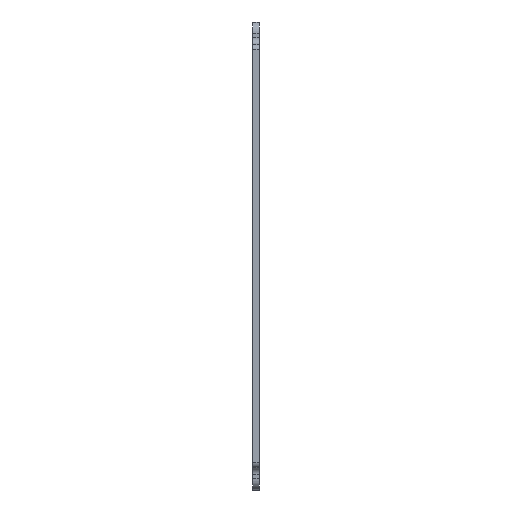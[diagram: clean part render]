
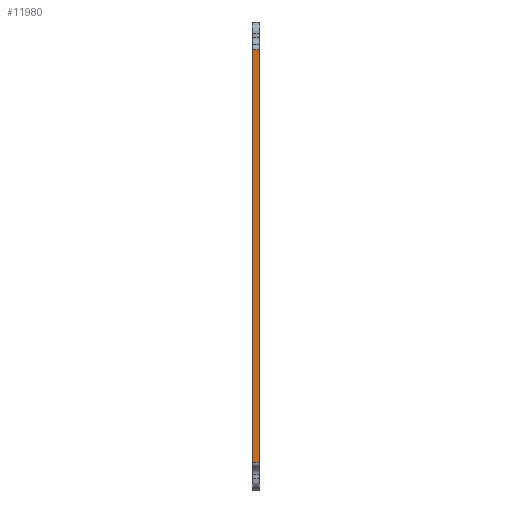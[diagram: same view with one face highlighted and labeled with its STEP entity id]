
A CAD part, left-side view. The second image highlights one B-rep face of the part: STEP entity #11980.
In plain terms, the highlighted planar face has unit normal (-1, 0, 0).
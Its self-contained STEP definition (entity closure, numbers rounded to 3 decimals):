
#197=PLANE('',#13218);
#544=FACE_OUTER_BOUND('',#1304,.T.);
#1304=EDGE_LOOP('',(#9451,#9452,#9453,#9454));
#1861=LINE('',#17504,#3079);
#2243=LINE('',#18908,#3461);
#2526=LINE('',#20016,#3744);
#2527=LINE('',#20018,#3745);
#3079=VECTOR('',#13821,10.);
#3461=VECTOR('',#14949,10.);
#3744=VECTOR('',#15816,10.);
#3745=VECTOR('',#15819,10.);
#4925=VERTEX_POINT('',#17501);
#4926=VERTEX_POINT('',#17503);
#5574=VERTEX_POINT('',#18905);
#5575=VERTEX_POINT('',#18907);
#6147=EDGE_CURVE('',#4925,#4926,#1861,.T.);
#6853=EDGE_CURVE('',#5574,#5575,#2243,.T.);
#7406=EDGE_CURVE('',#5575,#4925,#2526,.T.);
#7407=EDGE_CURVE('',#4926,#5574,#2527,.T.);
#9451=ORIENTED_EDGE('',*,*,#7406,.F.);
#9452=ORIENTED_EDGE('',*,*,#6853,.F.);
#9453=ORIENTED_EDGE('',*,*,#7407,.F.);
#9454=ORIENTED_EDGE('',*,*,#6147,.F.);
#11980=ADVANCED_FACE('',(#544),#197,.T.);
#13218=AXIS2_PLACEMENT_3D('',#20017,#15817,#15818);
#13821=DIRECTION('',(0.,0.,-1.));
#14949=DIRECTION('',(0.,0.,1.));
#15816=DIRECTION('',(0.,-1.,0.));
#15817=DIRECTION('center_axis',(-1.,0.,0.));
#15818=DIRECTION('ref_axis',(0.,0.,-1.));
#15819=DIRECTION('',(0.,1.,0.));
#17501=CARTESIAN_POINT('',(0.,-1.5,94.));
#17503=CARTESIAN_POINT('',(0.,-1.5,1.25));
#17504=CARTESIAN_POINT('',(0.,-1.5,0.));
#18905=CARTESIAN_POINT('',(0.,0.,1.25));
#18907=CARTESIAN_POINT('',(0.,0.,94.));
#18908=CARTESIAN_POINT('',(0.,0.,0.));
#20016=CARTESIAN_POINT('',(0.,0.,94.));
#20017=CARTESIAN_POINT('Origin',(0.,0.,95.25));
#20018=CARTESIAN_POINT('',(0.,0.,1.25));
